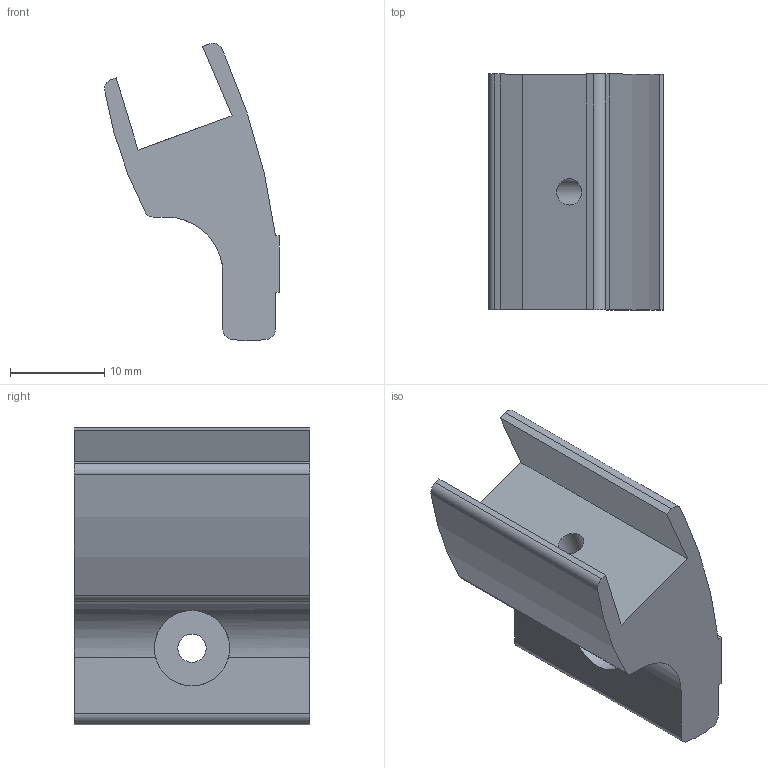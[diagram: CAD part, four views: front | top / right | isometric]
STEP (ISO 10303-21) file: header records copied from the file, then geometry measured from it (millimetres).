
FILE_DESCRIPTION(/* description */ (''),/* implementation_level */ '2;1');
FILE_NAME(/* name */ 'Dioder Clamp.step',/* time_stamp */ '2020-10-30T18:35:34+01:00',/* author */ (''),/* organization */ (''),/* preprocessor_version */ 'ST-DEVELOPER v18.1',/* originating_system */ 'Autodesk Translation Framework v9.3.0.1241',/* authorisation */ '');
FILE_SCHEMA (('AUTOMOTIVE_DESIGN { 1 0 10303 214 3 1 1 }'));
Length unit declared in the file: millimetre
Products named in the file (1): Untitled
Bounding box: 18.55 x 25 x 31.58 mm (x, y, z)
Volume: 5684.2 mm3; surface area: 3184.3 mm2
Topology: 1 solids, 1 shells, 28 faces, 75 edges, 50 vertices
Faces by surface type: plane 16, cylinder 12
Full cylindrical faces by diameter (mm): 2.8 x1, 3 x1, 8 x1
Entity records: 942 total; most frequent: CARTESIAN_POINT 180, DIRECTION 155, ORIENTED_EDGE 150, EDGE_CURVE 75, AXIS2_PLACEMENT_3D 53, VERTEX_POINT 50, LINE 49, VECTOR 49
